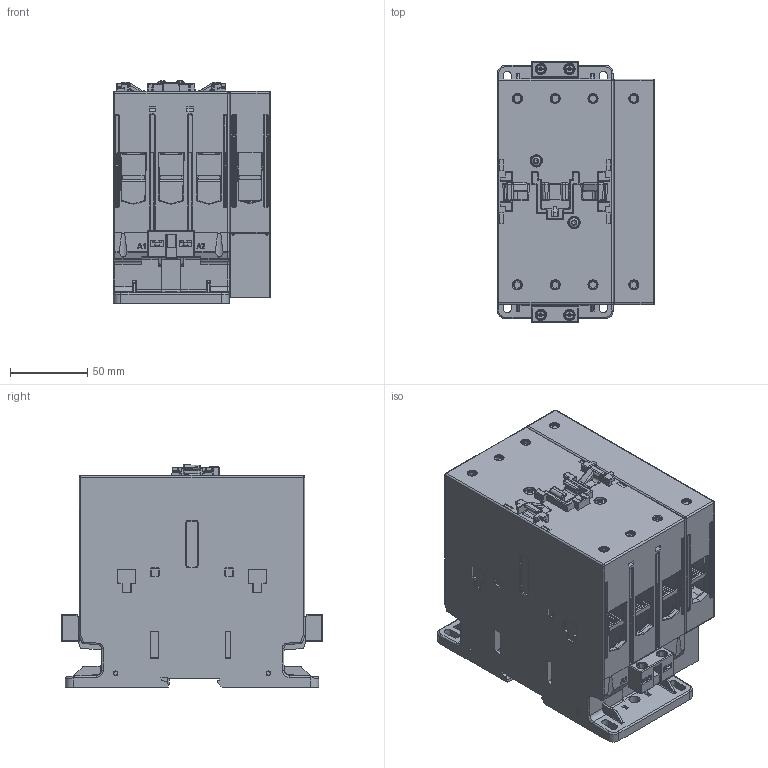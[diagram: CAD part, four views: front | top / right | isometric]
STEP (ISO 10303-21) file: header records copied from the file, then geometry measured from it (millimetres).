
FILE_DESCRIPTION(/* description */ (''),/* implementation_level */ '2;1');
FILE_NAME(/* name */ 'model2.stp',/* time_stamp */ '2018-07-20T16:53:54+02:00',/* author */ (''),/* organization */ (''),/* preprocessor_version */ 'ST-DEVELOPER v16',/* originating_system */ 'SIEMENS PLM Software NX 10.0',/* authorisation */ '');
FILE_SCHEMA (('AP203_CONFIGURATION_CONTROLLED_3D_DESIGN_OF_MECHANICAL_PARTS_AND_ASSEMBLIES_MIM_LF { 1 0 10303 403 2 1 2}'));
Products named in the file (1): Rugg226C2D9B6510
Bounding box: 102 x 169.35 x 144 mm (x, y, z)
Volume: 408218 mm3; surface area: 205380.9 mm2
Topology: 11 solids, 12 shells, 4609 faces, 11669 edges, 7245 vertices
Faces by surface type: plane 2454, cylinder 1537, bspline 304, sphere 164, torus 100, cone 46, extrusion 4
Full cylindrical faces by diameter (mm): 2.85 x4, 3 x4, 3.4 x6, 3.48 x4, 3.54 x4
Entity records: 144586 total; most frequent: CARTESIAN_POINT 34713, ORIENTED_EDGE 22832, DIRECTION 22664, EDGE_CURVE 11416, AXIS2_PLACEMENT_3D 7585, VECTOR 7494, LINE 7490, VERTEX_POINT 7210
